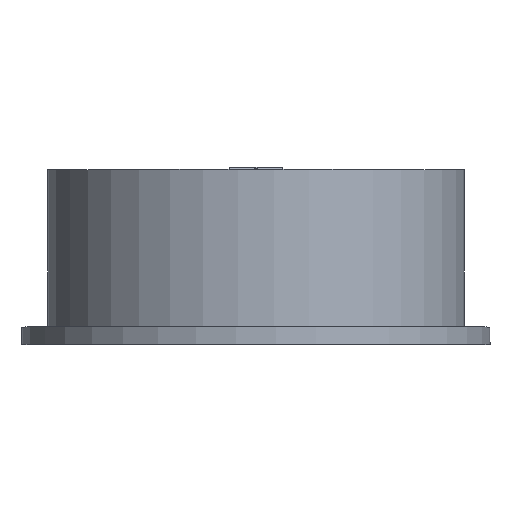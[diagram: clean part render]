
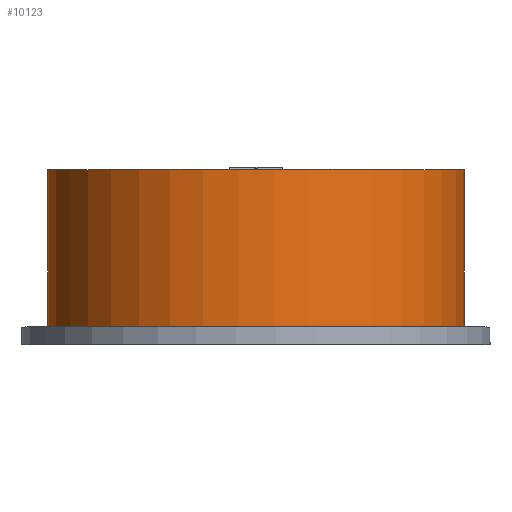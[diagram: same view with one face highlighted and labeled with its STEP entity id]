
A CAD part, top view. The second image highlights one B-rep face of the part: STEP entity #10123.
In plain terms, the highlighted cylindrical face has radius 120 mm (diameter 240 mm), a partial arc.
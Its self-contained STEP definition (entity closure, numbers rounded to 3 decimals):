
#191=B_SPLINE_CURVE_WITH_KNOTS('',3,(#13728,#13729,#13730,#13731,#13732,
#13733,#13734,#13735,#13736,#13737,#13738,#13739,#13740,#13741,#13742,#13743,
#13744,#13745),.UNSPECIFIED.,.F.,.F.,(4,2,2,2,2,2,2,2,4),(0.,0.281,
0.562,0.869,1.177,1.492,1.807,
2.089,2.371),.UNSPECIFIED.);
#192=B_SPLINE_CURVE_WITH_KNOTS('',3,(#13746,#13747,#13748,#13749,#13750,
#13751,#13752,#13753,#13754,#13755,#13756,#13757,#13758,#13759,#13760,#13761,
#13762,#13763),.UNSPECIFIED.,.F.,.F.,(4,2,2,2,2,2,2,2,4),(2.371,
2.653,2.935,3.25,3.565,3.872,
4.18,4.461,4.742),.UNSPECIFIED.);
#545=FACE_BOUND('',#1618,.T.);
#1026=FACE_OUTER_BOUND('',#1617,.T.);
#1617=EDGE_LOOP('',(#7122,#7123,#7124,#7125));
#1618=EDGE_LOOP('',(#7126,#7127));
#2291=LINE('',#13724,#3315);
#2292=LINE('',#13725,#3316);
#3315=VECTOR('',#11463,10.);
#3316=VECTOR('',#11464,10.);
#4296=CIRCLE('',#10704,120.);
#4320=CIRCLE('',#10764,120.);
#4438=VERTEX_POINT('',#13475);
#4439=VERTEX_POINT('',#13476);
#4506=VERTEX_POINT('',#13721);
#4507=VERTEX_POINT('',#13722);
#4508=VERTEX_POINT('',#13726);
#4509=VERTEX_POINT('',#13727);
#5448=EDGE_CURVE('',#4438,#4439,#4296,.T.);
#5534=EDGE_CURVE('',#4506,#4507,#4320,.T.);
#5535=EDGE_CURVE('',#4506,#4438,#2291,.T.);
#5536=EDGE_CURVE('',#4439,#4507,#2292,.T.);
#5537=EDGE_CURVE('',#4508,#4509,#191,.T.);
#5538=EDGE_CURVE('',#4509,#4508,#192,.T.);
#7122=ORIENTED_EDGE('',*,*,#5534,.F.);
#7123=ORIENTED_EDGE('',*,*,#5535,.T.);
#7124=ORIENTED_EDGE('',*,*,#5448,.T.);
#7125=ORIENTED_EDGE('',*,*,#5536,.T.);
#7126=ORIENTED_EDGE('',*,*,#5537,.T.);
#7127=ORIENTED_EDGE('',*,*,#5538,.T.);
#10042=CYLINDRICAL_SURFACE('',#10763,120.);
#10123=ADVANCED_FACE('',(#1026,#545),#10042,.T.);
#10704=AXIS2_PLACEMENT_3D('',#13477,#11299,#11300);
#10763=AXIS2_PLACEMENT_3D('',#13720,#11459,#11460);
#10764=AXIS2_PLACEMENT_3D('',#13723,#11461,#11462);
#11299=DIRECTION('center_axis',(0.,1.,0.));
#11300=DIRECTION('ref_axis',(-1.,0.,0.));
#11459=DIRECTION('center_axis',(0.,1.,0.));
#11460=DIRECTION('ref_axis',(0.,0.,
1.));
#11461=DIRECTION('center_axis',(0.,1.,0.));
#11462=DIRECTION('ref_axis',(1.,0.,0.));
#11463=DIRECTION('',(0.,-1.,0.));
#11464=DIRECTION('',(0.,1.,0.));
#13475=CARTESIAN_POINT('',(141.596,58.609,-308.234));
#13476=CARTESIAN_POINT('',(219.596,58.609,-308.234));
#13477=CARTESIAN_POINT('Origin',(180.596,58.609,-194.748));
#13720=CARTESIAN_POINT('Origin',(180.596,53.609,-194.748));
#13721=CARTESIAN_POINT('',(141.596,149.109,-308.234));
#13722=CARTESIAN_POINT('',(219.596,149.109,-308.234));
#13723=CARTESIAN_POINT('Origin',(180.596,149.109,-194.748));
#13724=CARTESIAN_POINT('',(141.596,53.609,-308.234));
#13725=CARTESIAN_POINT('',(219.596,53.609,-308.234));
#13726=CARTESIAN_POINT('',(139.096,117.109,-307.344));
#13727=CARTESIAN_POINT('',(124.096,117.109,-300.615));
#13728=CARTESIAN_POINT('Ctrl Pts',(139.096,117.109,-307.344));
#13729=CARTESIAN_POINT('Ctrl Pts',(139.096,118.045,-307.344));
#13730=CARTESIAN_POINT('Ctrl Pts',(138.91,119.04,-307.275));
#13731=CARTESIAN_POINT('Ctrl Pts',(138.165,120.859,-306.997));
#13732=CARTESIAN_POINT('Ctrl Pts',(137.608,121.684,-306.786));
#13733=CARTESIAN_POINT('Ctrl Pts',(136.29,123.042,-306.271));
#13734=CARTESIAN_POINT('Ctrl Pts',(135.421,123.64,-305.925));
#13735=CARTESIAN_POINT('Ctrl Pts',(133.542,124.423,-305.143));
#13736=CARTESIAN_POINT('Ctrl Pts',(132.532,124.609,-304.707));
#13737=CARTESIAN_POINT('Ctrl Pts',(130.638,124.609,-303.859));
#13738=CARTESIAN_POINT('Ctrl Pts',(129.617,124.415,-303.386));
#13739=CARTESIAN_POINT('Ctrl Pts',(127.733,123.618,-302.482));
#13740=CARTESIAN_POINT('Ctrl Pts',(126.869,123.015,-302.051));
#13741=CARTESIAN_POINT('Ctrl Pts',(125.57,121.66,-301.39));
#13742=CARTESIAN_POINT('Ctrl Pts',(125.021,120.846,-301.104));
#13743=CARTESIAN_POINT('Ctrl Pts',(124.284,119.041,-300.716));
#13744=CARTESIAN_POINT('Ctrl Pts',(124.096,118.048,-300.615));
#13745=CARTESIAN_POINT('Ctrl Pts',(124.096,117.109,-300.615));
#13746=CARTESIAN_POINT('Ctrl Pts',(124.096,117.109,-300.615));
#13747=CARTESIAN_POINT('Ctrl Pts',(124.096,116.169,-300.615));
#13748=CARTESIAN_POINT('Ctrl Pts',(124.284,115.177,-300.716));
#13749=CARTESIAN_POINT('Ctrl Pts',(125.021,113.371,-301.104));
#13750=CARTESIAN_POINT('Ctrl Pts',(125.57,112.557,-301.39));
#13751=CARTESIAN_POINT('Ctrl Pts',(126.869,111.203,-302.051));
#13752=CARTESIAN_POINT('Ctrl Pts',(127.733,110.6,-302.482));
#13753=CARTESIAN_POINT('Ctrl Pts',(129.617,109.803,-303.386));
#13754=CARTESIAN_POINT('Ctrl Pts',(130.638,109.609,-303.859));
#13755=CARTESIAN_POINT('Ctrl Pts',(132.532,109.609,-304.707));
#13756=CARTESIAN_POINT('Ctrl Pts',(133.542,109.794,-305.143));
#13757=CARTESIAN_POINT('Ctrl Pts',(135.421,110.577,-305.925));
#13758=CARTESIAN_POINT('Ctrl Pts',(136.29,111.176,-306.271));
#13759=CARTESIAN_POINT('Ctrl Pts',(137.608,112.534,-306.786));
#13760=CARTESIAN_POINT('Ctrl Pts',(138.165,113.358,-306.997));
#13761=CARTESIAN_POINT('Ctrl Pts',(138.91,115.178,-307.275));
#13762=CARTESIAN_POINT('Ctrl Pts',(139.096,116.172,-307.344));
#13763=CARTESIAN_POINT('Ctrl Pts',(139.096,117.109,-307.344));
